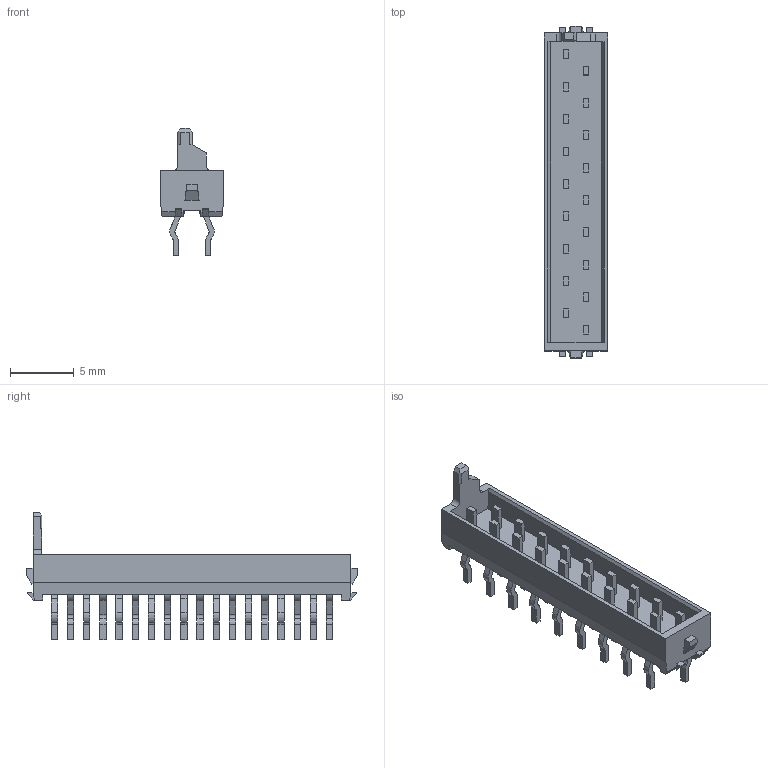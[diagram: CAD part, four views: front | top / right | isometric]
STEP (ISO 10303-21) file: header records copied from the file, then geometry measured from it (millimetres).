
FILE_DESCRIPTION(('FreeCAD Model'),'2;1');
FILE_NAME('parts/3DModels/micromatch_female_ra_8/C-1-215464-8.step','2018-02-22T01:25:21',('kicad StepUp'),( 'ksu MCAD'),'Open CASCADE STEP processor 6.8','FreeCAD','Unknown');
FILE_SCHEMA(('AUTOMOTIVE_DESIGN_CC2 { 1 2 10303 214 -1 1 5 4 }'));
Length unit declared in the file: millimetre
Products named in the file (1): C-1-215464-8
Bounding box: 5 x 26.04 x 10 mm (x, y, z)
Volume: 243.3 mm3; surface area: 754.4 mm2
Topology: 1 solids, 1 shells, 441 faces, 1206 edges, 805 vertices
Faces by surface type: plane 295, cylinder 146
Entity records: 13977 total; most frequent: CARTESIAN_POINT 2453, ORIENTED_EDGE 2412, DIRECTION 2382, EDGE_CURVE 1206, LINE 914, VECTOR 914, VERTEX_POINT 805, AXIS2_PLACEMENT_3D 734
